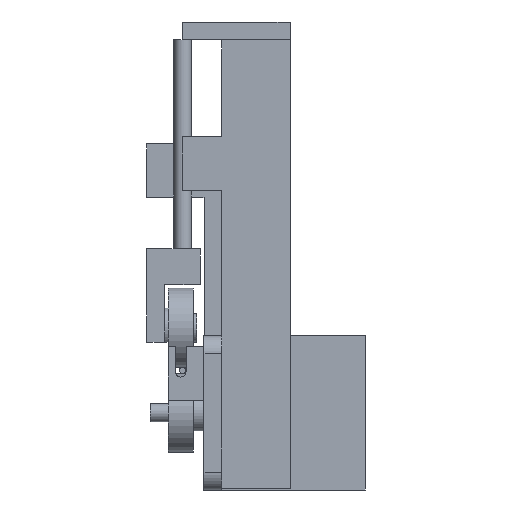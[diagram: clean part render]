
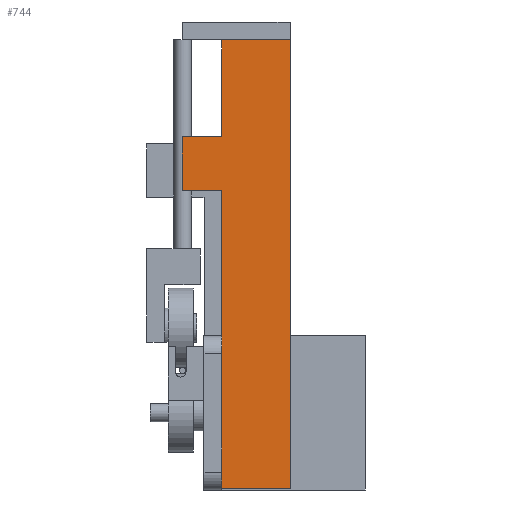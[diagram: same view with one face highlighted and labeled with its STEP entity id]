
A CAD part, left-side view. The second image highlights one B-rep face of the part: STEP entity #744.
In plain terms, the highlighted face is planar.
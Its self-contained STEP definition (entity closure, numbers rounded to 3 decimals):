
#744=ADVANCED_FACE('',(#1835),#1837,.T.);
#1835=FACE_BOUND('',#1836,.T.);
#1836=EDGE_LOOP('',(#2720,#2721,#2722,#2723,#2724,#2725,#2726,#2727));
#1837=PLANE('',#1838);
#1838=AXIS2_PLACEMENT_3D('',#1839,#1840,#1841);
#1839=CARTESIAN_POINT('',(-11.,7.5,-5.));
#1840=DIRECTION('',(0.,1.,0.));
#1841=DIRECTION('',(-1.,0.,0.));
#2720=ORIENTED_EDGE('',*,*,#3189,.F.);
#2721=ORIENTED_EDGE('',*,*,#3190,.T.);
#2722=ORIENTED_EDGE('',*,*,#3191,.T.);
#2723=ORIENTED_EDGE('',*,*,#3192,.T.);
#2724=ORIENTED_EDGE('',*,*,#3178,.F.);
#2725=ORIENTED_EDGE('',*,*,#3163,.T.);
#2726=ORIENTED_EDGE('',*,*,#3188,.F.);
#2727=ORIENTED_EDGE('',*,*,#3169,.F.);
#3163=EDGE_CURVE('',#3711,#3716,#3718,.T.);
#3169=EDGE_CURVE('',#3728,#3730,#3731,.T.);
#3178=EDGE_CURVE('',#3711,#3747,#3748,.T.);
#3188=EDGE_CURVE('',#3730,#3716,#3764,.T.);
#3189=EDGE_CURVE('',#3765,#3728,#3766,.T.);
#3190=EDGE_CURVE('',#3765,#3767,#3768,.T.);
#3191=EDGE_CURVE('',#3767,#3769,#3770,.T.);
#3192=EDGE_CURVE('',#3769,#3747,#3771,.T.);
#3711=VERTEX_POINT('',#4920);
#3716=VERTEX_POINT('',#4929);
#3718=LINE('',#4933,#4934);
#3728=VERTEX_POINT('',#4956);
#3730=VERTEX_POINT('',#4960);
#3731=LINE('',#4961,#4962);
#3747=VERTEX_POINT('',#4998);
#3748=LINE('',#4999,#5000);
#3764=LINE('',#5036,#5037);
#3765=VERTEX_POINT('',#5039);
#3766=LINE('',#5040,#5041);
#3767=VERTEX_POINT('',#5043);
#3768=LINE('',#5044,#5045);
#3769=VERTEX_POINT('',#5047);
#3770=LINE('',#5048,#5049);
#3771=LINE('',#5051,#5052);
#4920=CARTESIAN_POINT('',(-11.,7.5,-42.));
#4929=CARTESIAN_POINT('',(-11.,7.5,-125.));
#4933=CARTESIAN_POINT('',(-11.,7.5,-42.));
#4934=VECTOR('',#4935,1.);
#4935=DIRECTION('',(0.,0.,-1.));
#4956=CARTESIAN_POINT('',(-30.,7.5,0.));
#4960=CARTESIAN_POINT('',(-30.,7.5,-125.));
#4961=CARTESIAN_POINT('',(-30.,7.5,0.));
#4962=VECTOR('',#4963,1.);
#4963=DIRECTION('',(0.,0.,-1.));
#4998=CARTESIAN_POINT('',(0.,7.5,-42.));
#4999=CARTESIAN_POINT('',(-11.,7.5,-42.));
#5000=VECTOR('',#5001,1.);
#5001=DIRECTION('',(1.,0.,0.));
#5036=CARTESIAN_POINT('',(-30.,7.5,-125.));
#5037=VECTOR('',#5038,1.);
#5038=DIRECTION('',(1.,0.,0.));
#5039=CARTESIAN_POINT('',(-11.,7.5,0.));
#5040=CARTESIAN_POINT('',(-11.,7.5,0.));
#5041=VECTOR('',#5042,1.);
#5042=DIRECTION('',(-1.,0.,0.));
#5043=CARTESIAN_POINT('',(-11.,7.5,-27.));
#5044=CARTESIAN_POINT('',(-11.,7.5,0.));
#5045=VECTOR('',#5046,1.);
#5046=DIRECTION('',(0.,0.,-1.));
#5047=CARTESIAN_POINT('',(0.,7.5,-27.));
#5048=CARTESIAN_POINT('',(-11.,7.5,-27.));
#5049=VECTOR('',#5050,1.);
#5050=DIRECTION('',(1.,0.,0.));
#5051=CARTESIAN_POINT('',(0.,7.5,-27.));
#5052=VECTOR('',#5053,1.);
#5053=DIRECTION('',(0.,0.,-1.));
